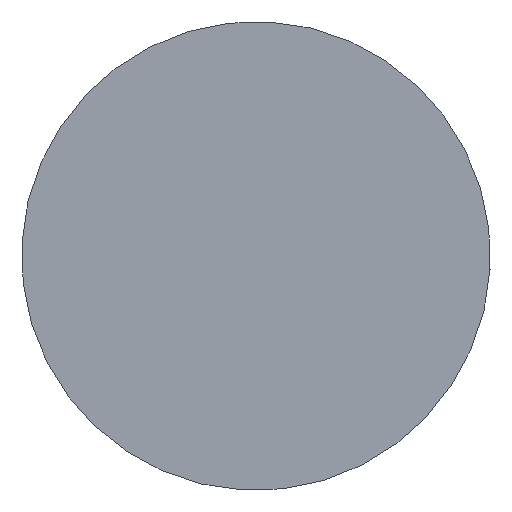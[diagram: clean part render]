
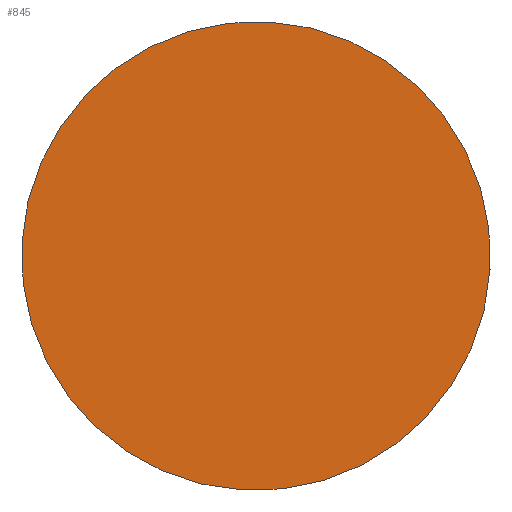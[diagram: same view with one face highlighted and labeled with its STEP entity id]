
A CAD part, front view. The second image highlights one B-rep face of the part: STEP entity #845.
In plain terms, the highlighted planar face has unit normal (0, -1, 0).
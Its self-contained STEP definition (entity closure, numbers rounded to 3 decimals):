
#26=PLANE('',#978);
#122=FACE_OUTER_BOUND('',#170,.T.);
#170=EDGE_LOOP('',(#730,#731));
#267=CIRCLE('',#903,30.);
#270=CIRCLE('',#906,30.);
#358=VERTEX_POINT('',#1363);
#359=VERTEX_POINT('',#1364);
#448=EDGE_CURVE('',#358,#359,#267,.T.);
#452=EDGE_CURVE('',#359,#358,#270,.T.);
#730=ORIENTED_EDGE('',*,*,#448,.F.);
#731=ORIENTED_EDGE('',*,*,#452,.F.);
#845=ADVANCED_FACE('',(#122),#26,.T.);
#903=AXIS2_PLACEMENT_3D('',#1365,#1064,#1065);
#906=AXIS2_PLACEMENT_3D('',#1371,#1071,#1072);
#978=AXIS2_PLACEMENT_3D('',#1512,#1238,#1239);
#1064=DIRECTION('center_axis',(0.,1.,0.));
#1065=DIRECTION('ref_axis',(-0.993,0.,-0.116));
#1071=DIRECTION('center_axis',(0.,1.,0.));
#1072=DIRECTION('ref_axis',(-0.993,0.,-0.116));
#1238=DIRECTION('center_axis',(0.,-1.,0.));
#1239=DIRECTION('ref_axis',(0.116,0.,-0.993));
#1363=CARTESIAN_POINT('',(-29.797,-66.55,-3.481));
#1364=CARTESIAN_POINT('',(29.797,-66.55,3.481));
#1365=CARTESIAN_POINT('Origin',(0.,-66.55,
0.));
#1371=CARTESIAN_POINT('Origin',(0.,-66.55,
0.));
#1512=CARTESIAN_POINT('Origin',(-14.15,-66.55,-1.653));
